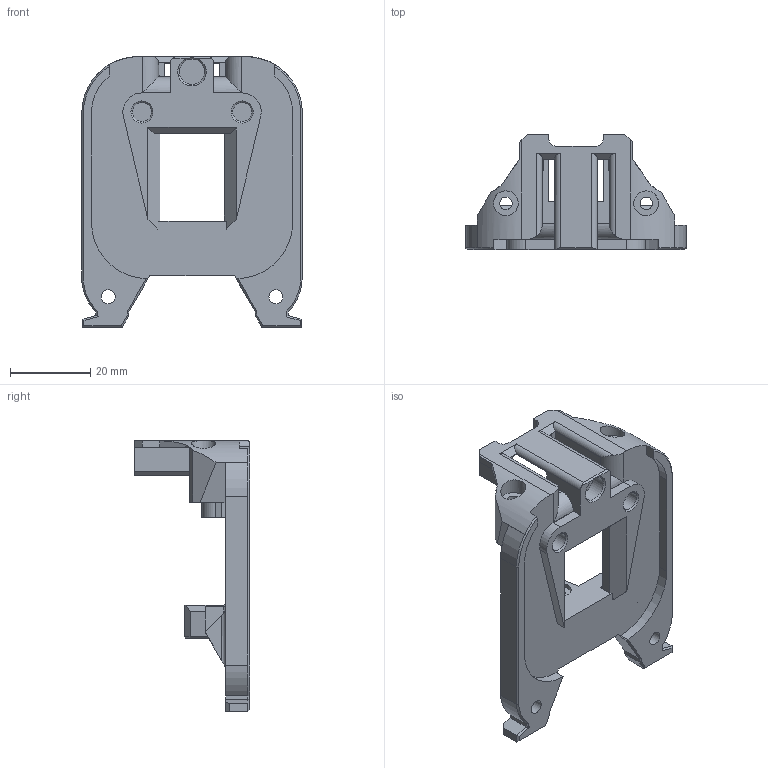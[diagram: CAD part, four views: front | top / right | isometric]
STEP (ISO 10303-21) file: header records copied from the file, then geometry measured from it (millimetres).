
FILE_DESCRIPTION(/* description */ (''),/* implementation_level */ '2;1');
FILE_NAME(/* name */ 'DragonBurner-HiddenWires.step',/* time_stamp */ '2025-06-21T10:21:09-04:00',/* author */ (''),/* organization */ (''),/* preprocessor_version */ 'ST-DEVELOPER v20.1',/* originating_system */ 'Autodesk Translation Framework v14.10.0.0',/* authorisation */ '');
FILE_SCHEMA (('AUTOMOTIVE_DESIGN { 1 0 10303 214 3 1 1 }'));
Length unit declared in the file: millimetre
Products named in the file (4): DragonBurner SC V1.1R2; Backplate; Plate (1); Addon (1) (2)
Assembly tree (3 placements, depth 4):
  DragonBurner SC V1.1R2
    Backplate
      Plate (1)
        Addon (1) (2)
Bounding box: 54.97 x 28.72 x 67.5 mm (x, y, z)
Volume: 20250 mm3; surface area: 12169.3 mm2
Topology: 1 solids, 1 shells, 350 faces, 928 edges, 594 vertices
Faces by surface type: plane 267, cylinder 70, cone 13
Full cylindrical faces by diameter (mm): 1.8 x1, 2 x1, 2.8 x4, 3 x4, 3.1 x3, 3.5 x2, 4.7 x2, 6.1 x1, 6.2 x4, 6.3 x3
Entity records: 10907 total; most frequent: CARTESIAN_POINT 2016, ORIENTED_EDGE 1856, DIRECTION 1776, EDGE_CURVE 928, LINE 748, VECTOR 748, VERTEX_POINT 594, AXIS2_PLACEMENT_3D 514
